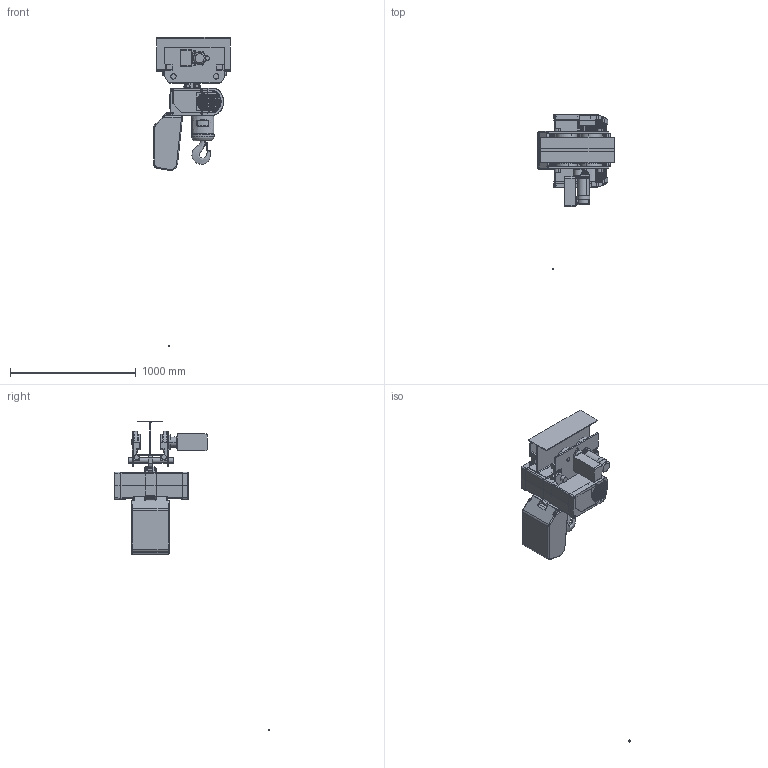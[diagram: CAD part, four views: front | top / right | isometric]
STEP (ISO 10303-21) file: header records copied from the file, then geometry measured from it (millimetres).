
FILE_DESCRIPTION(('STEP AP214'),'1');
FILE_NAME('temp1.stp','2014-09-19T06:54:07',(' '),(' '),'Spatial InterOp 3D',' ',' ');
FILE_SCHEMA(('automotive_design'));
Length unit declared in the file: millimetre
Products named in the file (26): Crane_3D; Fixing; Frame_K25; K25_Lframe; K25_Rframe; K25_runko; H1-1448673_CLX25-MOTOR-TROLL; Cover_1; K5_konecover3; KC_Cover2; KC_Cover1; HoiChaBag_K25_1; Hoi_C5_tro; Hoi_C5_tro2; Hoi_C5_tro1; Hoi_Fix; Shaft; GEAR_TMU2; Gear_TMU2; MFTMU; Hook_KX16; Hook_Bodey25; RSN016; HoiGir; Part_constr_2d
Assembly tree (25 placements, depth 5):
  Crane_3D
    Fixing
    H1-1448673_CLX25-MOTOR-TROLL
      Frame_K25
        K25_Lframe
        K25_Rframe
        K25_runko
      Cover_1
        K5_konecover3
        KC_Cover2
        KC_Cover1
      HoiChaBag_K25_1
      Hoi_C5_tro
        Hoi_C5_tro2
        Hoi_C5_tro1
        Hoi_Fix
        Shaft
        Shaft
        GEAR_TMU2
          Gear_TMU2
          MFTMU
    Hook_KX16
      Hook_Bodey25
      RSN016
    HoiGir
    Part_constr_2d
Bounding box: 605.64 x 1237 x 2466.67 mm (x, y, z)
Volume: 28591686.5 mm3; surface area: 6292813.9 mm2
Topology: 23 solids, 26 shells, 4544 faces, 11578 edges, 6925 vertices
Faces by surface type: cylinder 1782, plane 1026, bspline 917, torus 463, cone 193, sphere 163
Entity records: 320694 total; most frequent: CARTESIAN_POINT 195505, ORIENTED_EDGE 22806, DIRECTION 19212, EDGE_CURVE 11403, AXIS2_PLACEMENT_3D 7560, VERTEX_POINT 6925, EDGE_LOOP 4694, ADVANCED_FACE 4546
